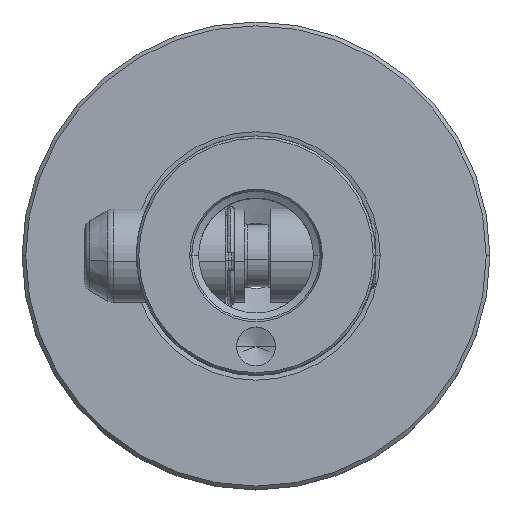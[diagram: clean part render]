
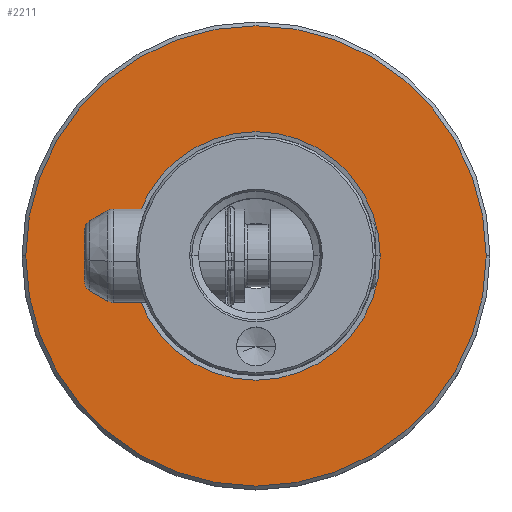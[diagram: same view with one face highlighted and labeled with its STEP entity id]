
A CAD part, top view. The second image highlights one B-rep face of the part: STEP entity #2211.
In plain terms, the highlighted planar face has unit normal (0, 0, 1).
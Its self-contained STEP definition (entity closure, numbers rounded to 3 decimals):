
#897=EDGE_CURVE('NONE',#977,#1369,#2533,.T.);
#939=EDGE_CURVE('NONE',#2151,#1517,#2579,.T.);
#977=VERTEX_POINT('NONE',#2621);
#1285=EDGE_CURVE('NONE',#1517,#2151,#2963,.T.);
#1369=VERTEX_POINT('NONE',#3056);
#1517=VERTEX_POINT('NONE',#3220);
#1639=EDGE_CURVE('NONE',#1369,#977,#3358,.T.);
#2151=VERTEX_POINT('NONE',#3934);
#2211=ADVANCED_FACE('NONE',(#4003,#4004),#4005,.F.);
#2533=CIRCLE('',#4421,44.275);
#2579=CIRCLE('',#4483,23.899);
#2621=CARTESIAN_POINT('',(-44.275,0.0,0.0));
#2963=CIRCLE('',#5049,23.899);
#3056=CARTESIAN_POINT('',(44.275,0.,0.0));
#3220=CARTESIAN_POINT('',(-23.899,0.,0.0));
#3358=CIRCLE('',#5754,44.275);
#3934=CARTESIAN_POINT('',(23.899,0.0,0.0));
#4003=FACE_OUTER_BOUND('',#6942,.T.);
#4004=FACE_BOUND('',#6943,.T.);
#4005=PLANE('',#6944);
#4421=AXIS2_PLACEMENT_3D('',#7541,#7542,#7543);
#4483=AXIS2_PLACEMENT_3D('',#7587,#7588,#7589);
#5049=AXIS2_PLACEMENT_3D('',#8072,#8073,#8074);
#5754=AXIS2_PLACEMENT_3D('',#8569,#8570,#8571);
#6942=EDGE_LOOP('',(#9364,#9365));
#6943=EDGE_LOOP('',(#9366,#9367));
#6944=AXIS2_PLACEMENT_3D('',#9368,#9369,#9370);
#7541=CARTESIAN_POINT('',(0.0,0.0,0.0));
#7542=DIRECTION('',(0.0,0.0,-1.0));
#7543=DIRECTION('',(-1.0,0.0,0.0));
#7587=CARTESIAN_POINT('',(0.0,0.0,0.0));
#7588=DIRECTION('',(0.0,0.0,-1.0));
#7589=DIRECTION('',(-1.0,0.0,0.0));
#8072=CARTESIAN_POINT('',(0.0,0.0,0.0));
#8073=DIRECTION('',(0.0,0.0,-1.0));
#8074=DIRECTION('',(-1.0,0.0,0.0));
#8569=CARTESIAN_POINT('',(0.0,0.0,0.0));
#8570=DIRECTION('',(0.0,0.0,-1.0));
#8571=DIRECTION('',(-1.0,0.0,0.0));
#9364=ORIENTED_EDGE('',*,*,#897,.F.);
#9365=ORIENTED_EDGE('',*,*,#1639,.F.);
#9366=ORIENTED_EDGE('',*,*,#939,.T.);
#9367=ORIENTED_EDGE('',*,*,#1285,.T.);
#9368=CARTESIAN_POINT('',(0.0,23.0,0.0));
#9369=DIRECTION('',(0.0,0.0,-1.0));
#9370=DIRECTION('',(0.0,1.0,0.0));
